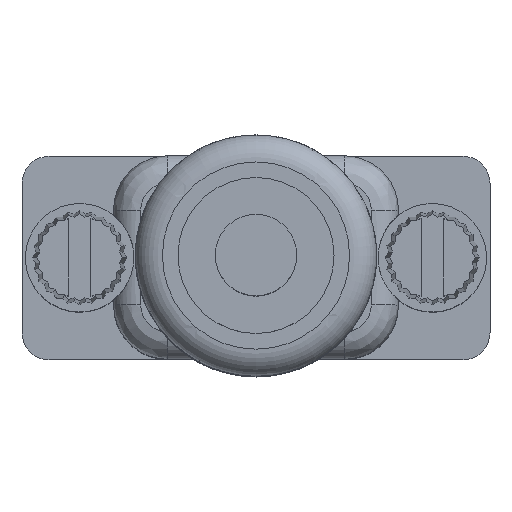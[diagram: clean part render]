
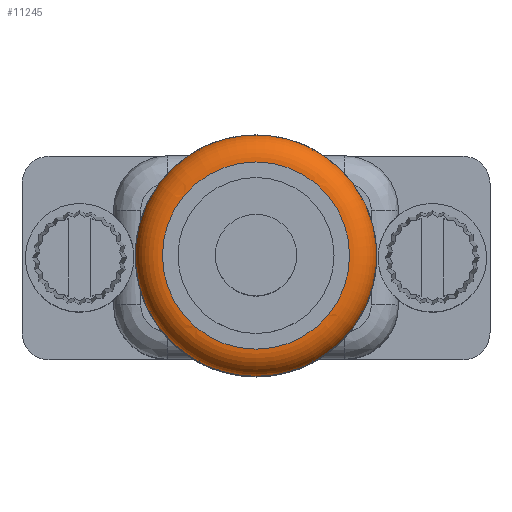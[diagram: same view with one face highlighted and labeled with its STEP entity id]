
A CAD part, top view. The second image highlights one B-rep face of the part: STEP entity #11245.
In plain terms, the highlighted toroidal (fillet/blend) face has major radius 6.9 mm and minor radius 2 mm.
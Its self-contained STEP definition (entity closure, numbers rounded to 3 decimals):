
#32=TOROIDAL_SURFACE('',#12193,6.9,2.);
#838=FACE_BOUND('',#2242,.T.);
#1473=FACE_OUTER_BOUND('',#2241,.T.);
#2241=EDGE_LOOP('',(#10483));
#2242=EDGE_LOOP('',(#10484,#10485,#10486,#10487,#10488,#10489,#10490,#10491,
#10492,#10493,#10494,#10495,#10496,#10497,#10498,#10499));
#2509=B_SPLINE_CURVE_WITH_KNOTS('',3,(#21247,#21248,#21249,#21250,#21251,
#21252),.UNSPECIFIED.,.F.,.F.,(4,2,4),(-0.058,-0.028,
0.),.UNSPECIFIED.);
#2511=B_SPLINE_CURVE_WITH_KNOTS('',3,(#21272,#21273,#21274,#21275,#21276,
#21277),.UNSPECIFIED.,.F.,.F.,(4,2,4),(-0.058,-0.03,
0.),.UNSPECIFIED.);
#2520=B_SPLINE_CURVE_WITH_KNOTS('',3,(#21427,#21428,#21429,#21430,#21431,
#21432),.UNSPECIFIED.,.F.,.F.,(4,2,4),(-0.058,-0.028,
0.),.UNSPECIFIED.);
#2521=B_SPLINE_CURVE_WITH_KNOTS('',3,(#21435,#21436,#21437,#21438,#21439,
#21440),.UNSPECIFIED.,.F.,.F.,(4,2,4),(-0.058,-0.03,
0.),.UNSPECIFIED.);
#2522=B_SPLINE_CURVE_WITH_KNOTS('',3,(#21442,#21443,#21444,#21445,#21446,
#21447),.UNSPECIFIED.,.F.,.F.,(4,2,4),(-0.316,-0.286,
-0.262),.UNSPECIFIED.);
#2523=B_SPLINE_CURVE_WITH_KNOTS('',3,(#21450,#21451,#21452,#21453,#21454,
#21455),.UNSPECIFIED.,.F.,.F.,(4,2,4),(-0.059,-0.043,
0.),.UNSPECIFIED.);
#2524=B_SPLINE_CURVE_WITH_KNOTS('',3,(#21457,#21458,#21459,#21460,#21461,
#21462),.UNSPECIFIED.,.F.,.F.,(4,2,4),(-0.058,-0.028,
0.),.UNSPECIFIED.);
#2525=B_SPLINE_CURVE_WITH_KNOTS('',3,(#21465,#21466,#21467,#21468,#21469,
#21470),.UNSPECIFIED.,.F.,.F.,(4,2,4),(-0.058,-0.03,
0.),.UNSPECIFIED.);
#4760=CIRCLE('',#12183,8.894);
#4762=CIRCLE('',#12186,8.9);
#4764=CIRCLE('',#12188,8.9);
#4766=CIRCLE('',#12190,8.9);
#4768=CIRCLE('',#12192,8.9);
#4769=CIRCLE('',#12194,6.9);
#4770=CIRCLE('',#12195,8.894);
#4771=CIRCLE('',#12196,8.894);
#4772=CIRCLE('',#12197,8.894);
#5808=VERTEX_POINT('',#21206);
#5811=VERTEX_POINT('',#21245);
#5812=VERTEX_POINT('',#21254);
#5813=VERTEX_POINT('',#21271);
#5817=VERTEX_POINT('',#21308);
#5820=VERTEX_POINT('',#21329);
#5821=VERTEX_POINT('',#21346);
#5824=VERTEX_POINT('',#21367);
#5825=VERTEX_POINT('',#21384);
#5828=VERTEX_POINT('',#21405);
#5829=VERTEX_POINT('',#21424);
#5830=VERTEX_POINT('',#21426);
#5831=VERTEX_POINT('',#21433);
#5832=VERTEX_POINT('',#21441);
#5833=VERTEX_POINT('',#21448);
#5834=VERTEX_POINT('',#21456);
#5835=VERTEX_POINT('',#21463);
#7374=EDGE_CURVE('',#5808,#5811,#2509,.T.);
#7376=EDGE_CURVE('',#5813,#5812,#2511,.T.);
#7381=EDGE_CURVE('',#5811,#5813,#4760,.T.);
#7383=EDGE_CURVE('',#5817,#5808,#4762,.F.);
#7387=EDGE_CURVE('',#5821,#5820,#4764,.F.);
#7391=EDGE_CURVE('',#5825,#5824,#4766,.F.);
#7395=EDGE_CURVE('',#5812,#5828,#4768,.F.);
#7396=EDGE_CURVE('',#5829,#5829,#4769,.T.);
#7397=EDGE_CURVE('',#5828,#5830,#2520,.T.);
#7398=EDGE_CURVE('',#5830,#5831,#4770,.T.);
#7399=EDGE_CURVE('',#5831,#5825,#2521,.T.);
#7400=EDGE_CURVE('',#5832,#5824,#2522,.T.);
#7401=EDGE_CURVE('',#5832,#5833,#4771,.T.);
#7402=EDGE_CURVE('',#5833,#5821,#2523,.F.);
#7403=EDGE_CURVE('',#5820,#5834,#2524,.T.);
#7404=EDGE_CURVE('',#5834,#5835,#4772,.T.);
#7405=EDGE_CURVE('',#5835,#5817,#2525,.T.);
#10483=ORIENTED_EDGE('',*,*,#7396,.T.);
#10484=ORIENTED_EDGE('',*,*,#7376,.T.);
#10485=ORIENTED_EDGE('',*,*,#7395,.T.);
#10486=ORIENTED_EDGE('',*,*,#7397,.T.);
#10487=ORIENTED_EDGE('',*,*,#7398,.T.);
#10488=ORIENTED_EDGE('',*,*,#7399,.T.);
#10489=ORIENTED_EDGE('',*,*,#7391,.T.);
#10490=ORIENTED_EDGE('',*,*,#7400,.F.);
#10491=ORIENTED_EDGE('',*,*,#7401,.T.);
#10492=ORIENTED_EDGE('',*,*,#7402,.T.);
#10493=ORIENTED_EDGE('',*,*,#7387,.T.);
#10494=ORIENTED_EDGE('',*,*,#7403,.T.);
#10495=ORIENTED_EDGE('',*,*,#7404,.T.);
#10496=ORIENTED_EDGE('',*,*,#7405,.T.);
#10497=ORIENTED_EDGE('',*,*,#7383,.T.);
#10498=ORIENTED_EDGE('',*,*,#7374,.T.);
#10499=ORIENTED_EDGE('',*,*,#7381,.T.);
#11245=ADVANCED_FACE('',(#1473,#838),#32,.T.);
#12183=AXIS2_PLACEMENT_3D('',#21304,#14972,#14973);
#12186=AXIS2_PLACEMENT_3D('',#21309,#14978,#14979);
#12188=AXIS2_PLACEMENT_3D('',#21347,#14982,#14983);
#12190=AXIS2_PLACEMENT_3D('',#21385,#14986,#14987);
#12192=AXIS2_PLACEMENT_3D('',#21422,#14990,#14991);
#12193=AXIS2_PLACEMENT_3D('',#21423,#14992,#14993);
#12194=AXIS2_PLACEMENT_3D('',#21425,#14994,#14995);
#12195=AXIS2_PLACEMENT_3D('',#21434,#14996,#14997);
#12196=AXIS2_PLACEMENT_3D('',#21449,#14998,#14999);
#12197=AXIS2_PLACEMENT_3D('',#21464,#15000,#15001);
#14972=DIRECTION('center_axis',(0.,0.,1.));
#14973=DIRECTION('ref_axis',(-1.,0.,0.));
#14978=DIRECTION('center_axis',(0.,0.,-1.));
#14979=DIRECTION('ref_axis',(0.,1.,0.));
#14982=DIRECTION('center_axis',(0.,0.,-1.));
#14983=DIRECTION('ref_axis',(0.,1.,0.));
#14986=DIRECTION('center_axis',(0.,0.,-1.));
#14987=DIRECTION('ref_axis',(0.,1.,0.));
#14990=DIRECTION('center_axis',(0.,0.,-1.));
#14991=DIRECTION('ref_axis',(0.,1.,0.));
#14992=DIRECTION('center_axis',(0.,0.,-1.));
#14993=DIRECTION('ref_axis',(-1.,0.,0.));
#14994=DIRECTION('center_axis',(0.,0.,-1.));
#14995=DIRECTION('ref_axis',(0.,-1.,0.));
#14996=DIRECTION('center_axis',(0.,0.,1.));
#14997=DIRECTION('ref_axis',(-1.,0.,0.));
#14998=DIRECTION('center_axis',(0.,0.,1.));
#14999=DIRECTION('ref_axis',(-1.,0.,0.));
#15000=DIRECTION('center_axis',(0.,0.,1.));
#15001=DIRECTION('ref_axis',(-1.,0.,0.));
#21206=CARTESIAN_POINT('',(3.653,-8.116,15.75));
#21245=CARTESIAN_POINT('',(4.15,-7.867,15.9));
#21247=CARTESIAN_POINT('Ctrl Pts',(3.653,-8.116,15.75));
#21248=CARTESIAN_POINT('Ctrl Pts',(3.731,-8.081,15.802));
#21249=CARTESIAN_POINT('Ctrl Pts',(3.815,-8.04,15.84));
#21250=CARTESIAN_POINT('Ctrl Pts',(3.983,-7.954,15.888));
#21251=CARTESIAN_POINT('Ctrl Pts',(4.067,-7.911,15.9));
#21252=CARTESIAN_POINT('Ctrl Pts',(4.15,-7.867,15.9));
#21254=CARTESIAN_POINT('',(8.116,-3.653,15.75));
#21271=CARTESIAN_POINT('',(7.867,-4.15,15.9));
#21272=CARTESIAN_POINT('Ctrl Pts',(7.867,-4.15,15.9));
#21273=CARTESIAN_POINT('Ctrl Pts',(7.911,-4.066,15.9));
#21274=CARTESIAN_POINT('Ctrl Pts',(7.955,-3.982,15.888));
#21275=CARTESIAN_POINT('Ctrl Pts',(8.04,-3.814,15.84));
#21276=CARTESIAN_POINT('Ctrl Pts',(8.081,-3.73,15.802));
#21277=CARTESIAN_POINT('Ctrl Pts',(8.116,-3.653,15.75));
#21304=CARTESIAN_POINT('Origin',(0.,0.,15.9));
#21308=CARTESIAN_POINT('',(-3.653,-8.116,15.75));
#21309=CARTESIAN_POINT('Origin',(0.,0.,15.75));
#21329=CARTESIAN_POINT('',(-8.116,-3.653,15.75));
#21346=CARTESIAN_POINT('',(-8.116,3.653,15.75));
#21347=CARTESIAN_POINT('Origin',(0.,0.,15.75));
#21367=CARTESIAN_POINT('',(-3.653,8.116,15.75));
#21384=CARTESIAN_POINT('',(3.653,8.116,15.75));
#21385=CARTESIAN_POINT('Origin',(0.,0.,15.75));
#21405=CARTESIAN_POINT('',(8.116,3.653,15.75));
#21422=CARTESIAN_POINT('Origin',(0.,0.,15.75));
#21423=CARTESIAN_POINT('Origin',(0.,0.,15.75));
#21424=CARTESIAN_POINT('',(0.,6.9,17.75));
#21425=CARTESIAN_POINT('Origin',(0.,0.,17.75));
#21426=CARTESIAN_POINT('',(7.867,4.15,15.9));
#21427=CARTESIAN_POINT('Ctrl Pts',(8.116,3.653,15.75));
#21428=CARTESIAN_POINT('Ctrl Pts',(8.081,3.731,15.802));
#21429=CARTESIAN_POINT('Ctrl Pts',(8.04,3.815,15.84));
#21430=CARTESIAN_POINT('Ctrl Pts',(7.954,3.983,15.888));
#21431=CARTESIAN_POINT('Ctrl Pts',(7.911,4.067,15.9));
#21432=CARTESIAN_POINT('Ctrl Pts',(7.867,4.15,15.9));
#21433=CARTESIAN_POINT('',(4.15,7.867,15.9));
#21434=CARTESIAN_POINT('Origin',(0.,0.,15.9));
#21435=CARTESIAN_POINT('Ctrl Pts',(4.15,7.867,15.9));
#21436=CARTESIAN_POINT('Ctrl Pts',(4.066,7.911,15.9));
#21437=CARTESIAN_POINT('Ctrl Pts',(3.982,7.955,15.888));
#21438=CARTESIAN_POINT('Ctrl Pts',(3.814,8.04,15.84));
#21439=CARTESIAN_POINT('Ctrl Pts',(3.73,8.081,15.802));
#21440=CARTESIAN_POINT('Ctrl Pts',(3.653,8.116,15.75));
#21441=CARTESIAN_POINT('',(-4.15,7.867,15.9));
#21442=CARTESIAN_POINT('Ctrl Pts',(-4.15,7.867,15.9));
#21443=CARTESIAN_POINT('Ctrl Pts',(-4.054,7.917,15.9));
#21444=CARTESIAN_POINT('Ctrl Pts',(-3.958,7.967,15.885));
#21445=CARTESIAN_POINT('Ctrl Pts',(-3.792,8.051,15.829));
#21446=CARTESIAN_POINT('Ctrl Pts',(-3.72,8.086,15.795));
#21447=CARTESIAN_POINT('Ctrl Pts',(-3.653,8.116,15.75));
#21448=CARTESIAN_POINT('',(-7.867,4.15,15.9));
#21449=CARTESIAN_POINT('Origin',(0.,0.,15.9));
#21450=CARTESIAN_POINT('Ctrl Pts',(-8.116,3.653,15.75));
#21451=CARTESIAN_POINT('Ctrl Pts',(-8.098,3.692,15.776));
#21452=CARTESIAN_POINT('Ctrl Pts',(-8.079,3.733,15.799));
#21453=CARTESIAN_POINT('Ctrl Pts',(-8.,3.895,15.873));
#21454=CARTESIAN_POINT('Ctrl Pts',(-7.934,4.023,15.9));
#21455=CARTESIAN_POINT('Ctrl Pts',(-7.867,4.15,15.9));
#21456=CARTESIAN_POINT('',(-7.867,-4.15,15.9));
#21457=CARTESIAN_POINT('Ctrl Pts',(-8.116,-3.653,
15.75));
#21458=CARTESIAN_POINT('Ctrl Pts',(-8.081,-3.731,
15.802));
#21459=CARTESIAN_POINT('Ctrl Pts',(-8.04,-3.815,
15.84));
#21460=CARTESIAN_POINT('Ctrl Pts',(-7.954,-3.983,
15.888));
#21461=CARTESIAN_POINT('Ctrl Pts',(-7.911,-4.067,
15.9));
#21462=CARTESIAN_POINT('Ctrl Pts',(-7.867,-4.15,15.9));
#21463=CARTESIAN_POINT('',(-4.15,-7.867,15.9));
#21464=CARTESIAN_POINT('Origin',(0.,0.,15.9));
#21465=CARTESIAN_POINT('Ctrl Pts',(-4.15,-7.867,15.9));
#21466=CARTESIAN_POINT('Ctrl Pts',(-4.066,-7.911,
15.9));
#21467=CARTESIAN_POINT('Ctrl Pts',(-3.982,-7.955,
15.888));
#21468=CARTESIAN_POINT('Ctrl Pts',(-3.814,-8.04,
15.84));
#21469=CARTESIAN_POINT('Ctrl Pts',(-3.73,-8.081,
15.802));
#21470=CARTESIAN_POINT('Ctrl Pts',(-3.653,-8.116,
15.75));
